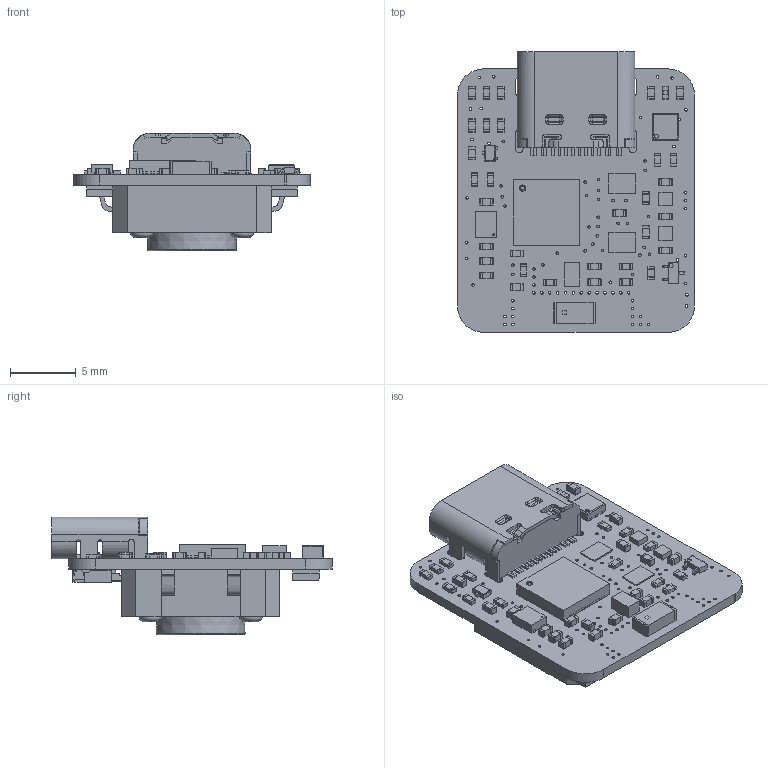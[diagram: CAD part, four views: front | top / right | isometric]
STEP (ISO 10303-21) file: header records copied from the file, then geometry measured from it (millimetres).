
FILE_DESCRIPTION(/* description */ (''),/* implementation_level */ '2;1');
FILE_NAME(/* name */ 'picoclick_c3_v1.1 v3.step',/* time_stamp */ '2023-02-19T18:48:12+01:00',/* author */ (''),/* organization */ (''),/* preprocessor_version */ 'ST-DEVELOPER v19.2',/* originating_system */ 'Autodesk Translation Framework v11.17.0.187',/* authorisation */ '');
FILE_SCHEMA (('AUTOMOTIVE_DESIGN { 1 0 10303 214 3 1 1 }'));
Products named in the file (37): picoclick_c3_v1.1; Board; Packages; QFN32; SOT523; SOT723+1123; XTAL_2016; FH34SRJ-6S-0.5SH(50); USBC_C393939; 31057505; ConPins; PcbPins; Mold; Frame; DFN-6; TDFN4; CHIPLED_0402; 35672966; Light; Body; Cathode Mark; Anode Pin; Cathode Pin; Base; JUMPER_SMALL; BUTTON_SMD_12MM; JUMPER_SMALL (1); R0402 (1); TDFN4 (1); XTAL_1016; SOLDERPAD_1.5X2.0; RFECA3216060A1T_NEW3_M; APA102_2020; Component1; C0402_S; R0402; C0402_S (1)
Assembly tree (66 placements, depth 5):
  picoclick_c3_v1.1
    Board
    Packages
      QFN32
      SOT523
      SOT723+1123
      XTAL_2016
      FH34SRJ-6S-0.5SH(50)
      USBC_C393939
        31057505
          ConPins
          PcbPins
          Mold
          Frame
      DFN-6
      TDFN4
      CHIPLED_0402
        35672966
          Light
          Body
          Cathode Mark
          Anode Pin
          Cathode Pin
          Base
      JUMPER_SMALL
      BUTTON_SMD_12MM
      JUMPER_SMALL (1)
      R0402 (1)
      TDFN4 (1)
      XTAL_1016
      SOLDERPAD_1.5X2.0  x2
      RFECA3216060A1T_NEW3_M
      APA102_2020  x2
        Component1
      C0402_S  x14
      R0402  x14
      C0402_S (1)  x3
Bounding box: 18 x 21.3 x 8.95 mm (x, y, z)
Volume: 1010.9 mm3; surface area: 2332 mm2
Topology: 155 solids, 175 shells, 4333 faces, 9720 edges, 5818 vertices
Faces by surface type: plane 2526, cylinder 1172, sphere 548, bspline 49, torus 31, cone 7
Full cylindrical faces by diameter (mm): 0.08 x3, 0.15 x1, 0.2 x105, 0.3 x2, 0.5 x2
Entity records: 80565 total; most frequent: CARTESIAN_POINT 15225, ORIENTED_EDGE 12954, DIRECTION 12892, EDGE_CURVE 6477, LINE 5312, VECTOR 5312, VERTEX_POINT 4128, AXIS2_PLACEMENT_3D 3790
